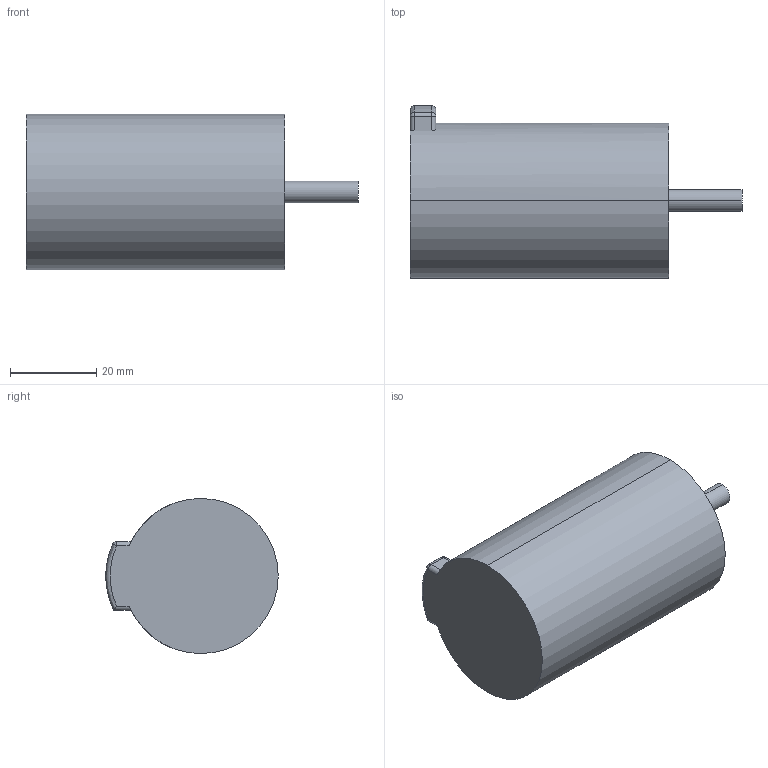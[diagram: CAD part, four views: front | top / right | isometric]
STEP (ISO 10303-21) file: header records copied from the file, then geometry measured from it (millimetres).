
FILE_DESCRIPTION (( 'STEP AP214' ), '1' );
FILE_NAME ('Surpass Motor 3660 2200kv.STEP', '2021-03-15T19:58:22', ( '' ), ( '' ), 'SwSTEP 2.0', 'SolidWorks 2020', '' );
FILE_SCHEMA (( 'AUTOMOTIVE_DESIGN' ));
Length unit declared in the file: millimetre
Products named in the file (1): Surpass Motor 3660 2200kv
Bounding box: 77 x 40 x 36 mm (x, y, z)
Volume: 61567.8 mm3; surface area: 9525.8 mm2
Topology: 1 solids, 1 shells, 38 faces, 79 edges, 50 vertices
Faces by surface type: cylinder 22, plane 12, torus 2, sphere 2
Entity records: 1517 total; most frequent: CARTESIAN_POINT 222, DIRECTION 195, ORIENTED_EDGE 158, AXIS2_PLACEMENT_3D 83, EDGE_CURVE 79, VERTEX_POINT 50, EDGE_LOOP 45, CIRCLE 44
